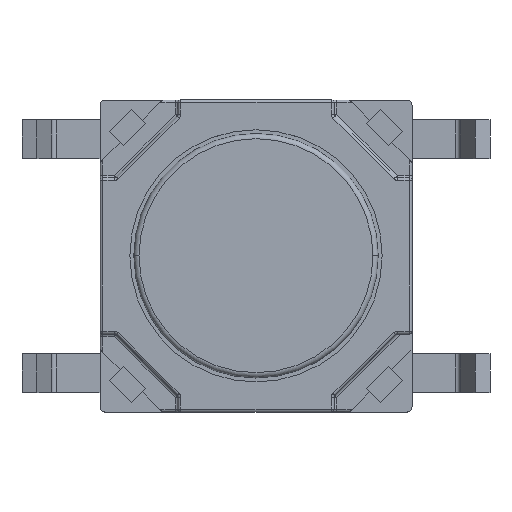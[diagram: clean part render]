
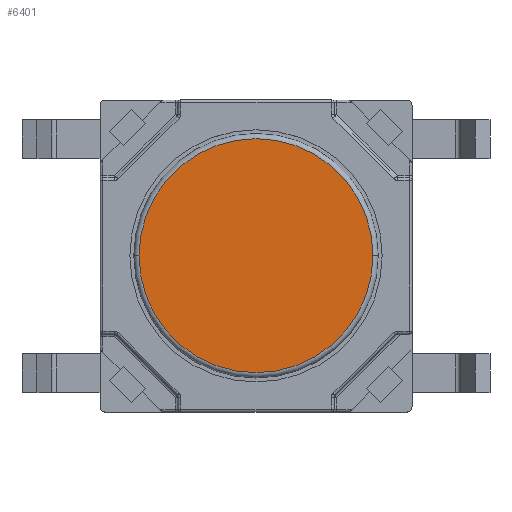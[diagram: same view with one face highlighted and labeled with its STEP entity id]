
A CAD part, top view. The second image highlights one B-rep face of the part: STEP entity #6401.
In plain terms, the highlighted planar face has unit normal (0, 0, 1).
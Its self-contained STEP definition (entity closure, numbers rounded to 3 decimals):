
#1349 = DIRECTION ( 'NONE',  ( 0., 0., 1. ) ) ;
#3465 = DIRECTION ( 'NONE',  ( 1., 0., 0. ) ) ;
#3614 = DIRECTION ( 'NONE',  ( 0., 0., 1. ) ) ;
#4053 = AXIS2_PLACEMENT_3D ( 'NONE', #19406, #3614, #3465 ) ;
#6378 = AXIS2_PLACEMENT_3D ( 'NONE', #18258, #25654, #11975 ) ;
#6401 = ADVANCED_FACE ( 'NONE', ( #19881 ), #13154, .T. ) ;
#8232 = VERTEX_POINT ( 'NONE', #20667 ) ;
#10405 = ORIENTED_EDGE ( 'NONE', *, *, #25482, .T. ) ;
#11371 = ORIENTED_EDGE ( 'NONE', *, *, #13297, .T. ) ;
#11975 = DIRECTION ( 'NONE',  ( 1., 0., 0. ) ) ;
#13154 = PLANE ( 'NONE',  #20705 ) ;
#13297 = EDGE_CURVE ( 'NONE', #8232, #19880, #17677, .T. ) ;
#17677 = CIRCLE ( 'NONE', #6378, 2.25 ) ;
#17947 = CARTESIAN_POINT ( 'NONE',  ( 0., 0., 5. ) ) ;
#18258 = CARTESIAN_POINT ( 'NONE',  ( 0., 0., 5. ) ) ;
#19406 = CARTESIAN_POINT ( 'NONE',  ( 0., 0., 5. ) ) ;
#19880 = VERTEX_POINT ( 'NONE', #20362 ) ;
#19881 = FACE_OUTER_BOUND ( 'NONE', #25239, .T. ) ;
#20362 = CARTESIAN_POINT ( 'NONE',  ( -2.25, 0., 5. ) ) ;
#20667 = CARTESIAN_POINT ( 'NONE',  ( 2.25, 0., 5. ) ) ;
#20705 = AXIS2_PLACEMENT_3D ( 'NONE', #17947, #1349, #25841 ) ;
#25239 = EDGE_LOOP ( 'NONE', ( #11371, #10405 ) ) ;
#25279 = CIRCLE ( 'NONE', #4053, 2.25 ) ;
#25482 = EDGE_CURVE ( 'NONE', #19880, #8232, #25279, .T. ) ;
#25654 = DIRECTION ( 'NONE',  ( 0., 0., 1. ) ) ;
#25841 = DIRECTION ( 'NONE',  ( 1., 0., 0. ) ) ;
